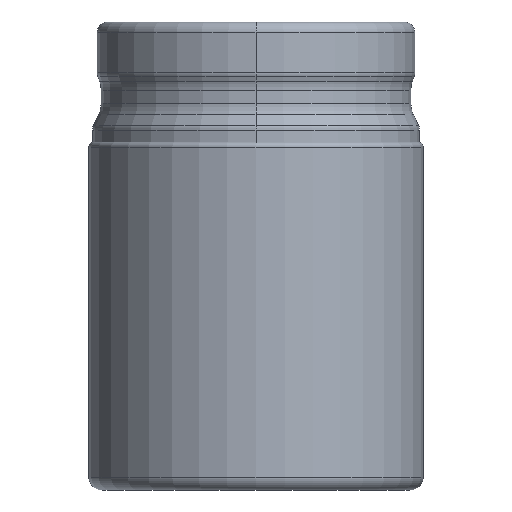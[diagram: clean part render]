
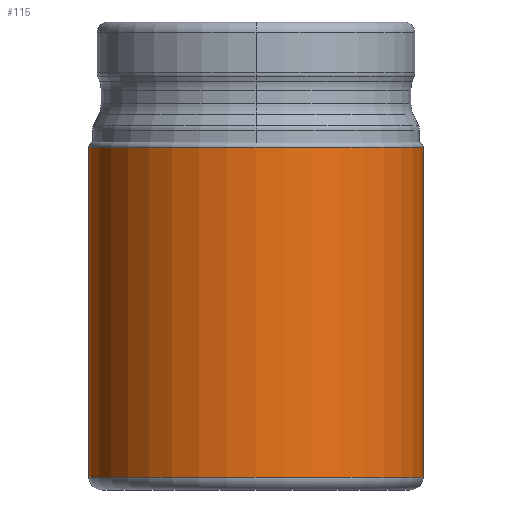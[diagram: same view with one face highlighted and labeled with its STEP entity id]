
A CAD part, front view. The second image highlights one B-rep face of the part: STEP entity #115.
In plain terms, the highlighted cylindrical face has radius 31.75 mm (diameter 63.5 mm), a partial arc.
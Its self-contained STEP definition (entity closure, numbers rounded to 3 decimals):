
#91=CYLINDRICAL_SURFACE('',#1313,31.75);
#115=ADVANCED_FACE('',(#227),#91,.T.);
#227=FACE_OUTER_BOUND('',#303,.T.);
#303=EDGE_LOOP('',(#400,#401,#402,#403));
#400=ORIENTED_EDGE('',*,*,#813,.T.);
#401=ORIENTED_EDGE('',*,*,#810,.T.);
#402=ORIENTED_EDGE('',*,*,#804,.F.);
#403=ORIENTED_EDGE('',*,*,#812,.F.);
#716=VERTEX_POINT('',#2131);
#717=VERTEX_POINT('',#2132);
#720=VERTEX_POINT('',#2143);
#721=VERTEX_POINT('',#2145);
#804=EDGE_CURVE('',#716,#717,#988,.T.);
#810=EDGE_CURVE('',#720,#717,#1150,.T.);
#812=EDGE_CURVE('',#721,#716,#1151,.T.);
#813=EDGE_CURVE('',#721,#720,#995,.T.);
#988=CIRCLE('',#1302,31.75);
#995=CIRCLE('',#1312,31.75);
#1150=LINE('',#2142,#1193);
#1151=LINE('',#2146,#1194);
#1193=VECTOR('',#1541,1.);
#1194=VECTOR('',#1544,1.);
#1302=AXIS2_PLACEMENT_3D('',#2130,#1525,#1526);
#1312=AXIS2_PLACEMENT_3D('',#2148,#1547,#1548);
#1313=AXIS2_PLACEMENT_3D('',#2149,#1549,#1550);
#1525=DIRECTION('',(0.,0.,1.));
#1526=DIRECTION('',(-1.,0.,0.));
#1541=DIRECTION('',(0.,0.,1.));
#1544=DIRECTION('',(0.,0.,1.));
#1547=DIRECTION('',(0.,0.,1.));
#1548=DIRECTION('',(-1.,0.,0.));
#1549=DIRECTION('',(0.,0.,1.));
#1550=DIRECTION('',(1.,0.,0.));
#2130=CARTESIAN_POINT('',(0.,0.,-23.773));
#2131=CARTESIAN_POINT('',(-31.75,0.,-23.773));
#2132=CARTESIAN_POINT('',(31.75,0.,-23.773));
#2142=CARTESIAN_POINT('',(31.75,0.,-86.5));
#2143=CARTESIAN_POINT('',(31.75,0.,-86.5));
#2145=CARTESIAN_POINT('',(-31.75,0.,-86.5));
#2146=CARTESIAN_POINT('',(-31.75,0.,-86.5));
#2148=CARTESIAN_POINT('',(0.,0.,-86.5));
#2149=CARTESIAN_POINT('',(0.,0.,-88.833));
